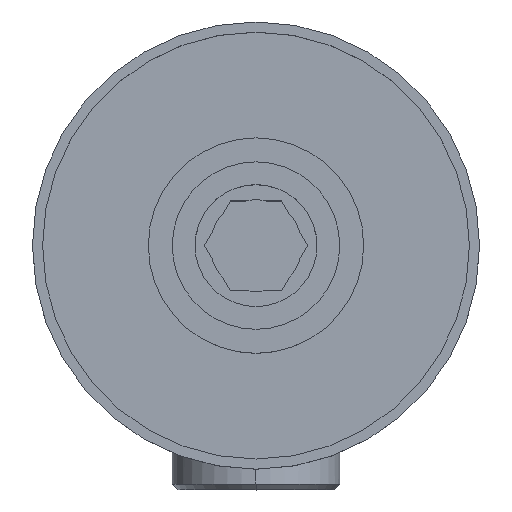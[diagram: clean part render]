
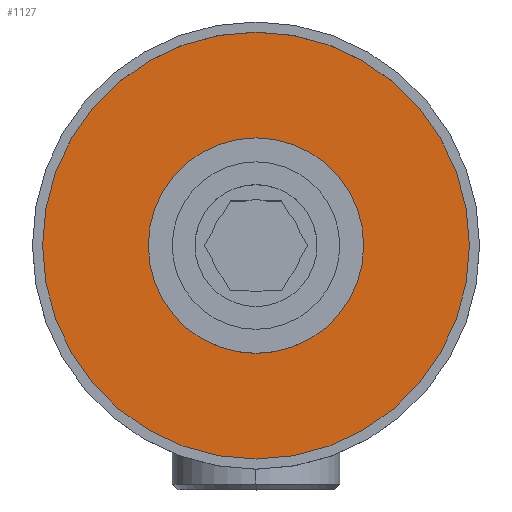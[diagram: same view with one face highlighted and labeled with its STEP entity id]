
A CAD part, top view. The second image highlights one B-rep face of the part: STEP entity #1127.
In plain terms, the highlighted planar face has unit normal (0, 0, 1).
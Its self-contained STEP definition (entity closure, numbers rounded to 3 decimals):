
#206=CARTESIAN_POINT('',(0.,0.,1.5));
#207=DIRECTION('',(0.,0.,-1.));
#208=DIRECTION('',(1.,0.,0.));
#209=AXIS2_PLACEMENT_3D('',#206,#207,#208);
#211=CARTESIAN_POINT('',(0.,0.,1.5));
#212=DIRECTION('',(0.,0.,1.));
#213=DIRECTION('',(1.,0.,0.));
#214=AXIS2_PLACEMENT_3D('',#211,#212,#213);
#216=CARTESIAN_POINT('',(0.,0.,1.5));
#217=DIRECTION('',(0.,0.,-1.));
#218=DIRECTION('',(1.,0.,0.));
#219=AXIS2_PLACEMENT_3D('',#216,#217,#218);
#221=CARTESIAN_POINT('',(0.,0.,1.5));
#222=DIRECTION('',(0.,0.,1.));
#223=DIRECTION('',(1.,0.,0.));
#224=AXIS2_PLACEMENT_3D('',#221,#222,#223);
#835=CARTESIAN_POINT('',(13.25,0.,1.5));
#837=VERTEX_POINT('',#835);
#838=CARTESIAN_POINT('',(26.25,0.,1.5));
#840=VERTEX_POINT('',#838);
#843=CARTESIAN_POINT('',(-13.25,0.,1.5));
#845=VERTEX_POINT('',#843);
#846=CARTESIAN_POINT('',(-26.25,0.,1.5));
#848=VERTEX_POINT('',#846);
#1112=CARTESIAN_POINT('',(0.,0.,1.5));
#1113=DIRECTION('',(0.,0.,1.));
#1114=DIRECTION('',(-1.,0.,0.));
#1115=AXIS2_PLACEMENT_3D('',#1112,#1113,#1114);
#1116=PLANE('',#1115);
#1117=ORIENTED_EDGE('',*,*,#1098,.F.);
#1118=ORIENTED_EDGE('',*,*,#1080,.T.);
#1119=EDGE_LOOP('',(#1117,#1118));
#1120=FACE_OUTER_BOUND('',#1119,.F.);
#1122=ORIENTED_EDGE('',*,*,#1121,.F.);
#1124=ORIENTED_EDGE('',*,*,#1123,.T.);
#1125=EDGE_LOOP('',(#1122,#1124));
#1126=FACE_BOUND('',#1125,.F.);
#1127=ADVANCED_FACE('',(#1120,#1126),#1116,.T.);
#210=CIRCLE('',#209,26.25);
#215=CIRCLE('',#214,26.25);
#220=CIRCLE('',#219,13.25);
#225=CIRCLE('',#224,13.25);
#1080=EDGE_CURVE('',#840,#848,#210,.T.);
#1098=EDGE_CURVE('',#840,#848,#215,.T.);
#1121=EDGE_CURVE('',#837,#845,#220,.T.);
#1123=EDGE_CURVE('',#837,#845,#225,.T.);
